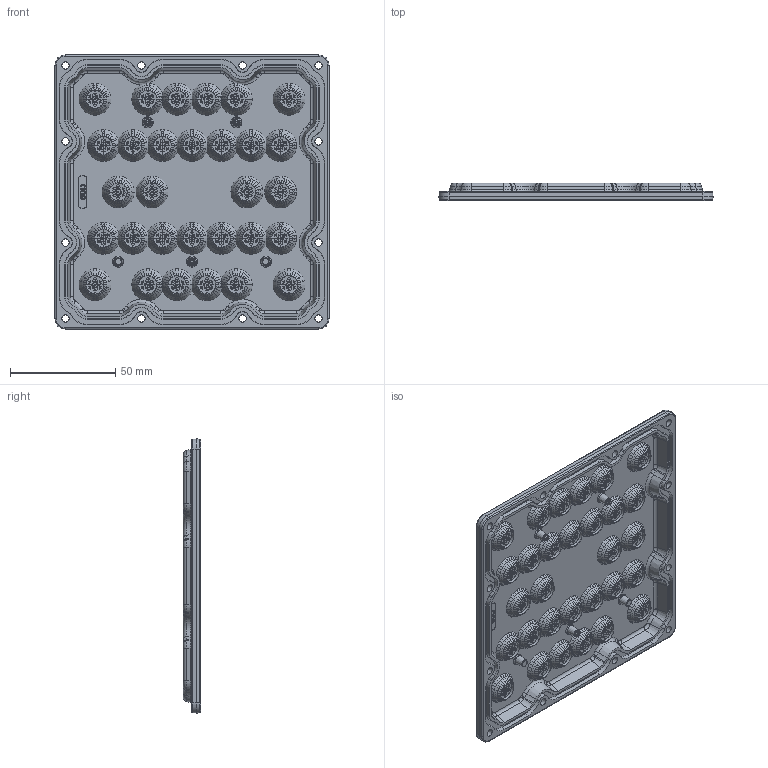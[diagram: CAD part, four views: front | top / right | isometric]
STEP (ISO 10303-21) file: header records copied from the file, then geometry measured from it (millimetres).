
FILE_DESCRIPTION(/* description */ (''),/* implementation_level */ '2;1');
FILE_NAME(/* name */ '60.stp',/* time_stamp */ '2019-11-05T15:33:35+08:00',/* author */ (''),/* organization */ (''),/* preprocessor_version */ 'ST-DEVELOPER v16',/* originating_system */ 'SIEMENS PLM Software NX 10.0',/* authorisation */ '');
FILE_SCHEMA (('AP203_CONFIGURATION_CONTROLLED_3D_DESIGN_OF_MECHANICAL_PARTS_AND_ASSEMBLIES_MIM_LF { 1 0 10303 403 2 1 2}'));
Products named in the file (1): JY-BAF3060P-130130（有光学组装）
Bounding box: 130 x 8.3 x 130 mm (x, y, z)
Volume: 54374.4 mm3; surface area: 44987.5 mm2
Topology: 1 solids, 1 shells, 7484 faces, 19736 edges, 12433 vertices
Faces by surface type: cylinder 2748, plane 2637, extrusion 1212, bspline 538, cone 227, torus 121, sphere 1
Entity records: 416642 total; most frequent: CARTESIAN_POINT 260219, ORIENTED_EDGE 39012, DIRECTION 20900, EDGE_CURVE 19506, B_SPLINE_CURVE_WITH_KNOTS 14280, VERTEX_POINT 12324, EDGE_LOOP 7778, AXIS2_PLACEMENT_3D 7515
